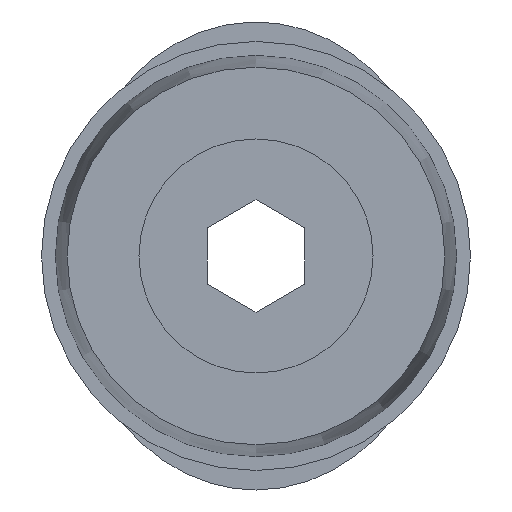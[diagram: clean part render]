
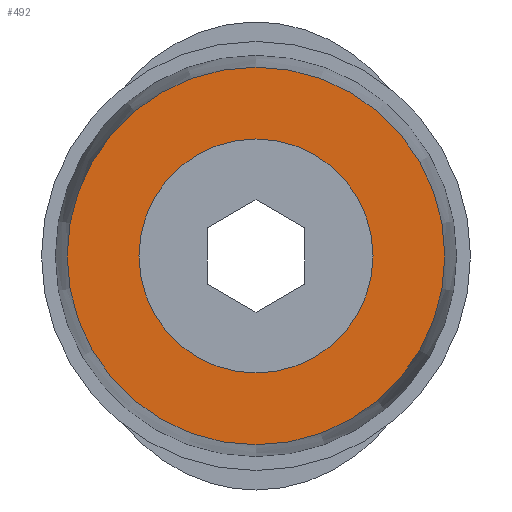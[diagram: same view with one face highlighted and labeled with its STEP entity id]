
A CAD part, front view. The second image highlights one B-rep face of the part: STEP entity #492.
In plain terms, the highlighted planar face has unit normal (0, -1, 0).
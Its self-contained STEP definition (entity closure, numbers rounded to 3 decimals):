
#86=ORIENTED_EDGE('',*,*,#152,.T.);
#87=ORIENTED_EDGE('',*,*,#146,.F.);
#146=EDGE_CURVE('',#181,#181,#204,.T.);
#152=EDGE_CURVE('',#187,#187,#210,.T.);
#181=VERTEX_POINT('',#677);
#187=VERTEX_POINT('',#694);
#204=CIRCLE('',#520,4.841);
#210=CIRCLE('',#531,3.);
#230=EDGE_LOOP('',(#86));
#231=EDGE_LOOP('',(#87));
#272=FACE_BOUND('',#230,.T.);
#273=FACE_BOUND('',#231,.T.);
#304=PLANE('',#530);
#492=ADVANCED_FACE('',(#272,#273),#304,.F.);
#520=AXIS2_PLACEMENT_3D('',#676,#574,#575);
#530=AXIS2_PLACEMENT_3D('',#692,#594,#595);
#531=AXIS2_PLACEMENT_3D('',#693,#596,#597);
#574=DIRECTION('',(0.,1.,0.));
#575=DIRECTION('',(0.,0.,1.));
#594=DIRECTION('',(0.,1.,0.));
#595=DIRECTION('',(0.,0.,1.));
#596=DIRECTION('',(0.,1.,0.));
#597=DIRECTION('',(1.,0.,0.));
#676=CARTESIAN_POINT('',(0.,-7.6,0.));
#677=CARTESIAN_POINT('',(0.,-7.6,4.841));
#692=CARTESIAN_POINT('',(0.,-7.6,0.));
#693=CARTESIAN_POINT('',(0.,-7.6,0.));
#694=CARTESIAN_POINT('',(3.,-7.6,0.));
